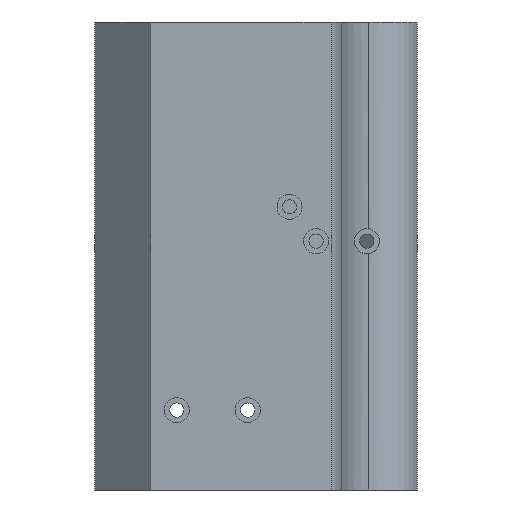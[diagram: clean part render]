
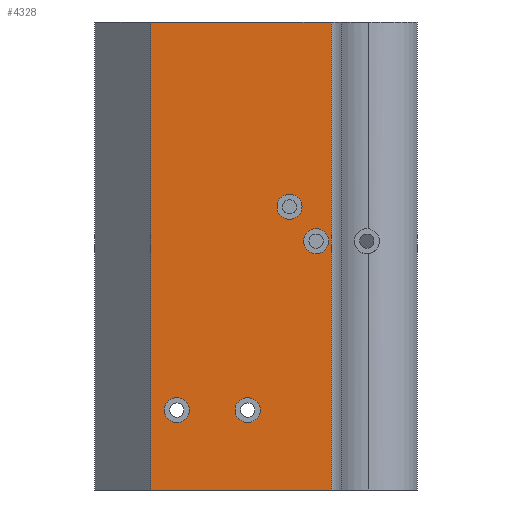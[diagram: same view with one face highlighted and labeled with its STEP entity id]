
A CAD part, left-side view. The second image highlights one B-rep face of the part: STEP entity #4328.
In plain terms, the highlighted planar face has unit normal (-1, 0, 0).
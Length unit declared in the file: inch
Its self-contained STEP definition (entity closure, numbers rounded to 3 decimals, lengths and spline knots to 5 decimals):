
#105 = AXIS2_PLACEMENT_3D ( 'NONE', #1033, #2699, #3753 ) ;
#113 = ORIENTED_EDGE ( 'NONE', *, *, #4241, .F. ) ;
#173 = DIRECTION ( 'NONE',  ( 0., 0., 1. ) ) ;
#177 = CARTESIAN_POINT ( 'NONE',  ( -1.18459, 0.52976, 0.69119 ) ) ;
#191 = CARTESIAN_POINT ( 'NONE',  ( -1.18459, 0.72657, 3.5 ) ) ;
#198 = EDGE_LOOP ( 'NONE', ( #3424, #910, #3172, #3243 ) ) ;
#202 = DIRECTION ( 'NONE',  ( -1., 0., 0. ) ) ;
#237 = AXIS2_PLACEMENT_3D ( 'NONE', #689, #2085, #1011 ) ;
#251 = DIRECTION ( 'NONE',  ( -1., 0., 0. ) ) ;
#289 = VERTEX_POINT ( 'NONE', #2460 ) ;
#358 = EDGE_CURVE ( 'NONE', #4454, #522, #2236, .T. ) ;
#371 = VERTEX_POINT ( 'NONE', #2968 ) ;
#381 = VERTEX_POINT ( 'NONE', #177 ) ;
#522 = VERTEX_POINT ( 'NONE', #1341 ) ;
#537 = CARTESIAN_POINT ( 'NONE',  ( -1.18459, -0.31325, 2.118 ) ) ;
#676 = CARTESIAN_POINT ( 'NONE',  ( -1.18459, 0.72657, 0. ) ) ;
#688 = LINE ( 'NONE', #1332, #718 ) ;
#689 = CARTESIAN_POINT ( 'NONE',  ( -1.18459, 0., 0.59744 ) ) ;
#690 = FACE_OUTER_BOUND ( 'NONE', #198, .T. ) ;
#718 = VECTOR ( 'NONE', #2698, 39.37008 ) ;
#766 = CARTESIAN_POINT ( 'NONE',  ( -1.18459, -0.512, 1.95475 ) ) ;
#811 = CARTESIAN_POINT ( 'NONE',  ( -1.18459, 0.52976, 0.59744 ) ) ;
#833 = DIRECTION ( 'NONE',  ( 0., 0., -1. ) ) ;
#835 = DIRECTION ( 'NONE',  ( -1., 0., 0. ) ) ;
#910 = ORIENTED_EDGE ( 'NONE', *, *, #3429, .T. ) ;
#921 = EDGE_CURVE ( 'NONE', #371, #3202, #2871, .T. ) ;
#1011 = DIRECTION ( 'NONE',  ( 0., 0., 1. ) ) ;
#1033 = CARTESIAN_POINT ( 'NONE',  ( -1.18459, -0.512, 1.861 ) ) ;
#1034 = FACE_BOUND ( 'NONE', #2055, .T. ) ;
#1136 = CARTESIAN_POINT ( 'NONE',  ( -1.18459, -0.62396, 3.5 ) ) ;
#1285 = CARTESIAN_POINT ( 'NONE',  ( -1.18459, 0., 0.69119 ) ) ;
#1327 = EDGE_CURVE ( 'NONE', #289, #3866, #1929, .T. ) ;
#1332 = CARTESIAN_POINT ( 'NONE',  ( -1.18459, 0.72657, 0. ) ) ;
#1341 = CARTESIAN_POINT ( 'NONE',  ( -1.18459, -0.62396, 3.5 ) ) ;
#1347 = EDGE_CURVE ( 'NONE', #3334, #2838, #4487, .T. ) ;
#1418 = ORIENTED_EDGE ( 'NONE', *, *, #4177, .F. ) ;
#1461 = CIRCLE ( 'NONE', #3644, 0.09375 ) ;
#1504 = ORIENTED_EDGE ( 'NONE', *, *, #921, .F. ) ;
#1526 = VECTOR ( 'NONE', #833, 39.37008 ) ;
#1655 = DIRECTION ( 'NONE',  ( 0., 0., 1. ) ) ;
#1696 = VERTEX_POINT ( 'NONE', #4334 ) ;
#1701 = DIRECTION ( 'NONE',  ( 0., 0., 1. ) ) ;
#1704 = AXIS2_PLACEMENT_3D ( 'NONE', #3245, #202, #3960 ) ;
#1829 = DIRECTION ( 'NONE',  ( 0., 0., 1. ) ) ;
#1832 = DIRECTION ( 'NONE',  ( 0., -1., 0. ) ) ;
#1846 = EDGE_LOOP ( 'NONE', ( #1504, #2951 ) ) ;
#1862 = DIRECTION ( 'NONE',  ( 0., 1., 0. ) ) ;
#1908 = CARTESIAN_POINT ( 'NONE',  ( -1.18459, 0.72657, 3.5 ) ) ;
#1929 = CIRCLE ( 'NONE', #105, 0.09375 ) ;
#1981 = AXIS2_PLACEMENT_3D ( 'NONE', #1990, #251, #1655 ) ;
#1990 = CARTESIAN_POINT ( 'NONE',  ( -1.18459, -0.512, 1.861 ) ) ;
#2053 = EDGE_CURVE ( 'NONE', #3202, #371, #3196, .T. ) ;
#2055 = EDGE_LOOP ( 'NONE', ( #1418, #3898 ) ) ;
#2076 = EDGE_CURVE ( 'NONE', #4454, #3864, #2986, .T. ) ;
#2085 = DIRECTION ( 'NONE',  ( -1., 0., 0. ) ) ;
#2086 = FACE_BOUND ( 'NONE', #4181, .T. ) ;
#2236 = LINE ( 'NONE', #2946, #3121 ) ;
#2417 = AXIS2_PLACEMENT_3D ( 'NONE', #3459, #3551, #2473 ) ;
#2431 = EDGE_CURVE ( 'NONE', #2838, #3334, #2509, .T. ) ;
#2460 = CARTESIAN_POINT ( 'NONE',  ( -1.18459, -0.512, 1.76725 ) ) ;
#2473 = DIRECTION ( 'NONE',  ( 0., 0., 1. ) ) ;
#2509 = CIRCLE ( 'NONE', #4483, 0.09375 ) ;
#2698 = DIRECTION ( 'NONE',  ( 0., -1., 0. ) ) ;
#2699 = DIRECTION ( 'NONE',  ( -1., 0., 0. ) ) ;
#2752 = VECTOR ( 'NONE', #3126, 39.37008 ) ;
#2796 = ORIENTED_EDGE ( 'NONE', *, *, #3718, .F. ) ;
#2838 = VERTEX_POINT ( 'NONE', #3843 ) ;
#2843 = FACE_BOUND ( 'NONE', #3611, .T. ) ;
#2871 = CIRCLE ( 'NONE', #1704, 0.09375 ) ;
#2907 = AXIS2_PLACEMENT_3D ( 'NONE', #537, #3973, #173 ) ;
#2946 = CARTESIAN_POINT ( 'NONE',  ( -1.18459, 0.72657, 3.5 ) ) ;
#2951 = ORIENTED_EDGE ( 'NONE', *, *, #2053, .F. ) ;
#2956 = DIRECTION ( 'NONE',  ( 1., 0., 0. ) ) ;
#2968 = CARTESIAN_POINT ( 'NONE',  ( -1.18459, -0.31325, 2.21175 ) ) ;
#2986 = LINE ( 'NONE', #191, #1526 ) ;
#3018 = DIRECTION ( 'NONE',  ( -1., 0., 0. ) ) ;
#3121 = VECTOR ( 'NONE', #1832, 39.37008 ) ;
#3126 = DIRECTION ( 'NONE',  ( 0., 0., -1. ) ) ;
#3172 = ORIENTED_EDGE ( 'NONE', *, *, #3910, .F. ) ;
#3196 = CIRCLE ( 'NONE', #2907, 0.09375 ) ;
#3202 = VERTEX_POINT ( 'NONE', #3900 ) ;
#3225 = VERTEX_POINT ( 'NONE', #4319 ) ;
#3243 = ORIENTED_EDGE ( 'NONE', *, *, #358, .F. ) ;
#3245 = CARTESIAN_POINT ( 'NONE',  ( -1.18459, -0.31325, 2.118 ) ) ;
#3334 = VERTEX_POINT ( 'NONE', #1285 ) ;
#3377 = ORIENTED_EDGE ( 'NONE', *, *, #1347, .F. ) ;
#3424 = ORIENTED_EDGE ( 'NONE', *, *, #2076, .T. ) ;
#3429 = EDGE_CURVE ( 'NONE', #3864, #3225, #688, .T. ) ;
#3459 = CARTESIAN_POINT ( 'NONE',  ( -1.18459, 0.52976, 0.59744 ) ) ;
#3551 = DIRECTION ( 'NONE',  ( -1., 0., 0. ) ) ;
#3611 = EDGE_LOOP ( 'NONE', ( #3377, #4330 ) ) ;
#3641 = PLANE ( 'NONE',  #4031 ) ;
#3644 = AXIS2_PLACEMENT_3D ( 'NONE', #811, #835, #1829 ) ;
#3666 = CIRCLE ( 'NONE', #1981, 0.09375 ) ;
#3718 = EDGE_CURVE ( 'NONE', #1696, #381, #1461, .T. ) ;
#3753 = DIRECTION ( 'NONE',  ( 0., 0., 1. ) ) ;
#3811 = CIRCLE ( 'NONE', #2417, 0.09375 ) ;
#3843 = CARTESIAN_POINT ( 'NONE',  ( -1.18459, 0., 0.50369 ) ) ;
#3864 = VERTEX_POINT ( 'NONE', #676 ) ;
#3866 = VERTEX_POINT ( 'NONE', #766 ) ;
#3898 = ORIENTED_EDGE ( 'NONE', *, *, #1327, .F. ) ;
#3900 = CARTESIAN_POINT ( 'NONE',  ( -1.18459, -0.31325, 2.02425 ) ) ;
#3910 = EDGE_CURVE ( 'NONE', #522, #3225, #4272, .T. ) ;
#3944 = CARTESIAN_POINT ( 'NONE',  ( -1.18459, 0.72657, 3.5 ) ) ;
#3960 = DIRECTION ( 'NONE',  ( 0., 0., 1. ) ) ;
#3973 = DIRECTION ( 'NONE',  ( -1., 0., 0. ) ) ;
#4030 = CARTESIAN_POINT ( 'NONE',  ( -1.18459, 0., 0.59744 ) ) ;
#4031 = AXIS2_PLACEMENT_3D ( 'NONE', #1908, #2956, #1862 ) ;
#4177 = EDGE_CURVE ( 'NONE', #3866, #289, #3666, .T. ) ;
#4181 = EDGE_LOOP ( 'NONE', ( #113, #2796 ) ) ;
#4241 = EDGE_CURVE ( 'NONE', #381, #1696, #3811, .T. ) ;
#4242 = FACE_BOUND ( 'NONE', #1846, .T. ) ;
#4272 = LINE ( 'NONE', #1136, #2752 ) ;
#4319 = CARTESIAN_POINT ( 'NONE',  ( -1.18459, -0.62396, 0. ) ) ;
#4328 = ADVANCED_FACE ( 'NONE', ( #2843, #690, #4242, #1034, #2086 ), #3641, .F. ) ;
#4330 = ORIENTED_EDGE ( 'NONE', *, *, #2431, .F. ) ;
#4334 = CARTESIAN_POINT ( 'NONE',  ( -1.18459, 0.52976, 0.50369 ) ) ;
#4454 = VERTEX_POINT ( 'NONE', #3944 ) ;
#4483 = AXIS2_PLACEMENT_3D ( 'NONE', #4030, #3018, #1701 ) ;
#4487 = CIRCLE ( 'NONE', #237, 0.09375 ) ;
